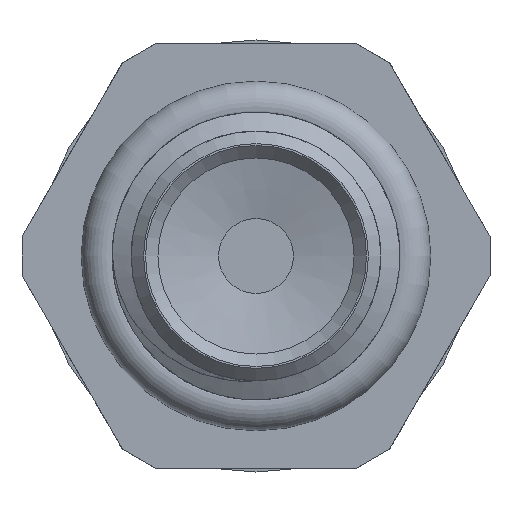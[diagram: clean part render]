
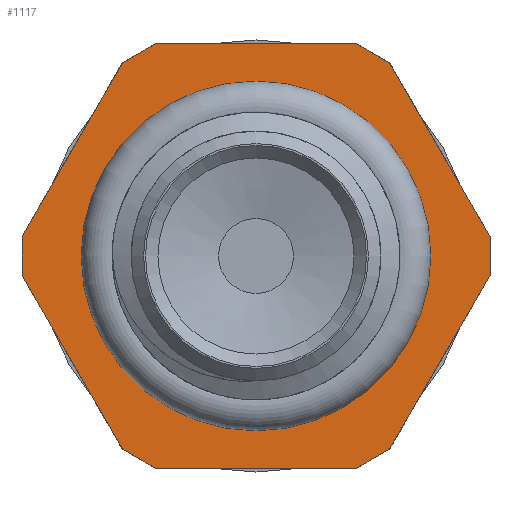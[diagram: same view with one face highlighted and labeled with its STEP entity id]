
A CAD part, left-side view. The second image highlights one B-rep face of the part: STEP entity #1117.
In plain terms, the highlighted planar face has unit normal (-1, 0, 0).
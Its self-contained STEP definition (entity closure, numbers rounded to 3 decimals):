
#104=FACE_BOUND('',#366,.T.);
#149=PLANE('',#1268);
#187=CIRCLE('',#1267,6.9);
#265=FACE_OUTER_BOUND('',#365,.T.);
#365=EDGE_LOOP('',(#926,#927,#928,#929,#930,#931,#932,#933,#934,#935,#936,
#937));
#366=EDGE_LOOP('',(#938));
#431=LINE('',#2807,#469);
#433=LINE('',#2834,#471);
#435=LINE('',#2857,#473);
#437=LINE('',#2884,#475);
#439=LINE('',#2907,#477);
#442=LINE('',#2937,#480);
#445=LINE('',#2965,#483);
#447=LINE('',#2994,#485);
#449=LINE('',#3021,#487);
#451=LINE('',#3042,#489);
#452=LINE('',#3062,#490);
#453=LINE('',#3082,#491);
#469=VECTOR('',#1380,10.);
#471=VECTOR('',#1384,10.);
#473=VECTOR('',#1388,10.);
#475=VECTOR('',#1392,10.);
#477=VECTOR('',#1396,10.);
#480=VECTOR('',#1401,10.);
#483=VECTOR('',#1406,10.);
#485=VECTOR('',#1410,10.);
#487=VECTOR('',#1414,10.);
#489=VECTOR('',#1418,10.);
#490=VECTOR('',#1421,10.);
#491=VECTOR('',#1424,10.);
#556=VERTEX_POINT('',#2804);
#557=VERTEX_POINT('',#2806);
#559=VERTEX_POINT('',#2833);
#561=VERTEX_POINT('',#2856);
#563=VERTEX_POINT('',#2883);
#565=VERTEX_POINT('',#2906);
#568=VERTEX_POINT('',#2934);
#569=VERTEX_POINT('',#2936);
#571=VERTEX_POINT('',#2963);
#574=VERTEX_POINT('',#2991);
#575=VERTEX_POINT('',#2993);
#577=VERTEX_POINT('',#3020);
#599=VERTEX_POINT('',#3147);
#670=EDGE_CURVE('',#557,#556,#431,.T.);
#673=EDGE_CURVE('',#559,#557,#433,.T.);
#676=EDGE_CURVE('',#561,#559,#435,.T.);
#679=EDGE_CURVE('',#563,#561,#437,.T.);
#682=EDGE_CURVE('',#565,#563,#439,.T.);
#686=EDGE_CURVE('',#569,#568,#442,.T.);
#690=EDGE_CURVE('',#556,#571,#445,.T.);
#693=EDGE_CURVE('',#575,#574,#447,.T.);
#696=EDGE_CURVE('',#577,#565,#449,.T.);
#699=EDGE_CURVE('',#574,#577,#451,.T.);
#701=EDGE_CURVE('',#568,#575,#452,.T.);
#703=EDGE_CURVE('',#571,#569,#453,.T.);
#725=EDGE_CURVE('',#599,#599,#187,.T.);
#926=ORIENTED_EDGE('',*,*,#682,.T.);
#927=ORIENTED_EDGE('',*,*,#679,.T.);
#928=ORIENTED_EDGE('',*,*,#676,.T.);
#929=ORIENTED_EDGE('',*,*,#673,.T.);
#930=ORIENTED_EDGE('',*,*,#670,.T.);
#931=ORIENTED_EDGE('',*,*,#690,.T.);
#932=ORIENTED_EDGE('',*,*,#703,.T.);
#933=ORIENTED_EDGE('',*,*,#686,.T.);
#934=ORIENTED_EDGE('',*,*,#701,.T.);
#935=ORIENTED_EDGE('',*,*,#693,.T.);
#936=ORIENTED_EDGE('',*,*,#699,.T.);
#937=ORIENTED_EDGE('',*,*,#696,.T.);
#938=ORIENTED_EDGE('',*,*,#725,.T.);
#1117=ADVANCED_FACE('',(#265,#104),#149,.T.);
#1267=AXIS2_PLACEMENT_3D('',#3148,#1511,#1512);
#1268=AXIS2_PLACEMENT_3D('',#3149,#1513,#1514);
#1380=DIRECTION('',(0.,0.,1.));
#1384=DIRECTION('',(0.,-0.5,0.866));
#1388=DIRECTION('',(0.,-0.866,0.5));
#1392=DIRECTION('',(0.,-1.,0.));
#1396=DIRECTION('',(0.,-0.866,-0.5));
#1401=DIRECTION('',(0.,1.,0.));
#1406=DIRECTION('',(0.,0.5,0.866));
#1410=DIRECTION('',(0.,0.5,-0.866));
#1414=DIRECTION('',(0.,-0.5,-0.866));
#1418=DIRECTION('',(0.,0.,-1.));
#1421=DIRECTION('',(0.,0.866,-0.5));
#1424=DIRECTION('',(0.,0.866,0.5));
#1511=DIRECTION('center_axis',(1.,0.,0.));
#1512=DIRECTION('ref_axis',(0.,0.,-1.));
#1513=DIRECTION('center_axis',(-1.,0.,0.));
#1514=DIRECTION('ref_axis',(0.,0.,1.));
#2804=CARTESIAN_POINT('',(-8.2,-9.368,0.774));
#2806=CARTESIAN_POINT('',(-8.2,-9.368,-0.774));
#2807=CARTESIAN_POINT('',(-8.2,-9.368,-0.387));
#2833=CARTESIAN_POINT('',(-8.2,-5.354,-7.726));
#2834=CARTESIAN_POINT('',(-8.2,-5.183,-8.023));
#2856=CARTESIAN_POINT('',(-8.2,-4.014,-8.5));
#2857=CARTESIAN_POINT('',(-8.2,-0.824,-10.342));
#2883=CARTESIAN_POINT('',(-8.2,4.014,-8.5));
#2884=CARTESIAN_POINT('',(-8.2,6.707,-8.5));
#2906=CARTESIAN_POINT('',(-8.2,5.354,-7.726));
#2907=CARTESIAN_POINT('',(-8.2,8.544,-5.884));
#2934=CARTESIAN_POINT('',(-8.2,4.014,8.5));
#2936=CARTESIAN_POINT('',(-8.2,-4.014,8.5));
#2937=CARTESIAN_POINT('',(-8.2,2.693,8.5));
#2963=CARTESIAN_POINT('',(-8.2,-5.354,7.726));
#2965=CARTESIAN_POINT('',(-8.2,-7.19,4.547));
#2991=CARTESIAN_POINT('',(-8.2,9.368,0.774));
#2993=CARTESIAN_POINT('',(-8.2,5.354,7.726));
#2994=CARTESIAN_POINT('',(-8.2,7.533,3.953));
#3020=CARTESIAN_POINT('',(-8.2,9.368,-0.774));
#3021=CARTESIAN_POINT('',(-8.2,9.54,-0.477));
#3042=CARTESIAN_POINT('',(-8.2,9.368,0.387));
#3062=CARTESIAN_POINT('',(-8.2,7.874,6.271));
#3082=CARTESIAN_POINT('',(-8.2,-1.494,9.955));
#3147=CARTESIAN_POINT('',(-8.2,6.9,0.));
#3148=CARTESIAN_POINT('Origin',(-8.2,0.,0.));
#3149=CARTESIAN_POINT('Origin',(-8.2,9.4,0.));
